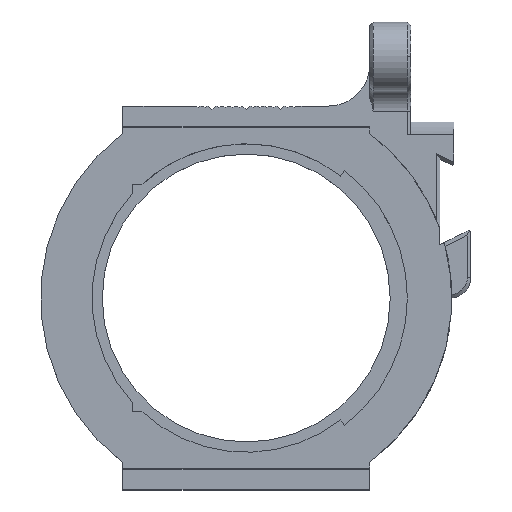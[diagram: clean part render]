
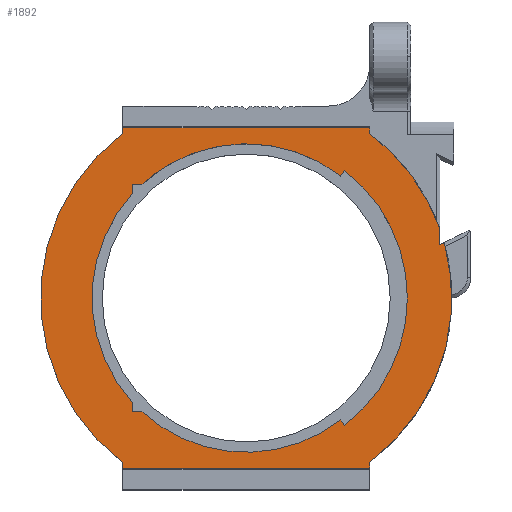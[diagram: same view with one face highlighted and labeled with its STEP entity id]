
A CAD part, top view. The second image highlights one B-rep face of the part: STEP entity #1892.
In plain terms, the highlighted planar face has unit normal (0, 0, 1).
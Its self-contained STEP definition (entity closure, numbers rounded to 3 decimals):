
#1629=CARTESIAN_POINT('',(113.767,-167.796,19.95));
#1630=VERTEX_POINT('',#1629);
#1646=CARTESIAN_POINT('',(84.796,-166.585,19.95));
#1647=VERTEX_POINT('',#1646);
#1654=CARTESIAN_POINT('',(100.,-149.999,19.95));
#1655=DIRECTION('',(-0.,0.,1.));
#1656=DIRECTION('',(1.,0.,0.));
#1657=AXIS2_PLACEMENT_3D('',#1654,#1655,#1656);
#1658=CIRCLE('',#1657,22.5);
#1659=EDGE_CURVE('',#1647,#1630,#1658,.T.);
#1664=CARTESIAN_POINT('',(71.999,-122.998,19.95));
#1665=DIRECTION('',(-0.,0.,1.));
#1666=DIRECTION('',(1.,0.,0.));
#1667=AXIS2_PLACEMENT_3D('',#1664,#1665,#1666);
#1668=PLANE('',#1667);
#1669=CARTESIAN_POINT('',(128.249,-139.902,19.95));
#1670=VERTEX_POINT('',#1669);
#1671=CARTESIAN_POINT('',(117.999,-125.998,19.95));
#1672=VERTEX_POINT('',#1671);
#1673=CARTESIAN_POINT('',(99.999,-149.998,19.95));
#1674=DIRECTION('',(-0.,0.,1.));
#1675=DIRECTION('',(1.,0.,0.));
#1676=AXIS2_PLACEMENT_3D('',#1673,#1674,#1675);
#1677=CIRCLE('',#1676,30.);
#1678=EDGE_CURVE('',#1670,#1672,#1677,.T.);
#1679=ORIENTED_EDGE('',*,*,#1678,.T.);
#1680=CARTESIAN_POINT('',(117.999,-125.178,19.95));
#1681=VERTEX_POINT('',#1680);
#1682=CARTESIAN_POINT('',(117.999,-125.998,19.95));
#1683=DIRECTION('',(-0.,1.,-0.));
#1684=VECTOR('',#1683,0.82);
#1685=LINE('',#1682,#1684);
#1686=EDGE_CURVE('',#1672,#1681,#1685,.T.);
#1687=ORIENTED_EDGE('',*,*,#1686,.T.);
#1688=CARTESIAN_POINT('',(81.999,-125.178,19.95));
#1689=VERTEX_POINT('',#1688);
#1690=CARTESIAN_POINT('',(117.999,-125.178,19.95));
#1691=DIRECTION('',(-1.,0.,-0.));
#1692=VECTOR('',#1691,36.);
#1693=LINE('',#1690,#1692);
#1694=EDGE_CURVE('',#1681,#1689,#1693,.T.);
#1695=ORIENTED_EDGE('',*,*,#1694,.T.);
#1696=CARTESIAN_POINT('',(81.999,-125.998,19.95));
#1697=VERTEX_POINT('',#1696);
#1698=CARTESIAN_POINT('',(81.999,-125.178,19.95));
#1699=DIRECTION('',(-0.,-1.,-0.));
#1700=VECTOR('',#1699,0.82);
#1701=LINE('',#1698,#1700);
#1702=EDGE_CURVE('',#1689,#1697,#1701,.T.);
#1703=ORIENTED_EDGE('',*,*,#1702,.T.);
#1704=CARTESIAN_POINT('',(81.999,-173.998,19.95));
#1705=VERTEX_POINT('',#1704);
#1706=CARTESIAN_POINT('',(99.999,-149.998,19.95));
#1707=DIRECTION('',(-0.,0.,1.));
#1708=DIRECTION('',(1.,0.,0.));
#1709=AXIS2_PLACEMENT_3D('',#1706,#1707,#1708);
#1710=CIRCLE('',#1709,30.);
#1711=EDGE_CURVE('',#1697,#1705,#1710,.T.);
#1712=ORIENTED_EDGE('',*,*,#1711,.T.);
#1713=CARTESIAN_POINT('',(81.999,-174.819,19.95));
#1714=VERTEX_POINT('',#1713);
#1715=CARTESIAN_POINT('',(81.999,-173.998,19.95));
#1716=DIRECTION('',(-0.,-1.,-0.));
#1717=VECTOR('',#1716,0.82);
#1718=LINE('',#1715,#1717);
#1719=EDGE_CURVE('',#1705,#1714,#1718,.T.);
#1720=ORIENTED_EDGE('',*,*,#1719,.T.);
#1721=CARTESIAN_POINT('',(117.999,-174.819,19.95));
#1722=VERTEX_POINT('',#1721);
#1723=CARTESIAN_POINT('',(81.999,-174.819,19.95));
#1724=DIRECTION('',(1.,0.,0.));
#1725=VECTOR('',#1724,36.);
#1726=LINE('',#1723,#1725);
#1727=EDGE_CURVE('',#1714,#1722,#1726,.T.);
#1728=ORIENTED_EDGE('',*,*,#1727,.T.);
#1729=CARTESIAN_POINT('',(117.999,-173.998,19.95));
#1730=VERTEX_POINT('',#1729);
#1731=CARTESIAN_POINT('',(117.999,-174.819,19.95));
#1732=DIRECTION('',(-0.,1.,-0.));
#1733=VECTOR('',#1732,0.82);
#1734=LINE('',#1731,#1733);
#1735=EDGE_CURVE('',#1722,#1730,#1734,.T.);
#1736=ORIENTED_EDGE('',*,*,#1735,.T.);
#1737=CARTESIAN_POINT('',(128.893,-141.927,19.95));
#1738=VERTEX_POINT('',#1737);
#1739=CARTESIAN_POINT('',(99.999,-149.998,19.95));
#1740=DIRECTION('',(-0.,0.,1.));
#1741=DIRECTION('',(1.,0.,0.));
#1742=AXIS2_PLACEMENT_3D('',#1739,#1740,#1741);
#1743=CIRCLE('',#1742,30.);
#1744=EDGE_CURVE('',#1730,#1738,#1743,.T.);
#1745=ORIENTED_EDGE('',*,*,#1744,.T.);
#1746=CARTESIAN_POINT('',(128.249,-142.249,19.95));
#1747=VERTEX_POINT('',#1746);
#1748=CARTESIAN_POINT('',(128.249,-142.249,19.95));
#1749=DIRECTION('',(0.894,0.447,0.));
#1750=VECTOR('',#1749,0.72);
#1751=LINE('',#1748,#1750);
#1752=EDGE_CURVE('',#1747,#1738,#1751,.T.);
#1753=ORIENTED_EDGE('',*,*,#1752,.F.);
#1754=CARTESIAN_POINT('',(128.249,-142.249,19.95));
#1755=DIRECTION('',(0.,1.,0.));
#1756=VECTOR('',#1755,2.347);
#1757=LINE('',#1754,#1756);
#1758=EDGE_CURVE('',#1747,#1670,#1757,.T.);
#1759=ORIENTED_EDGE('',*,*,#1758,.T.);
#1760=EDGE_LOOP('',(#1679,#1687,#1695,#1703,#1712,#1720,#1728,#1736,#1745,#1753,#1759));
#1761=FACE_BOUND('',#1760,.T.);
#1762=CARTESIAN_POINT('',(123.5,-150.,19.95));
#1763=VERTEX_POINT('',#1762);
#1764=CARTESIAN_POINT('',(114.379,-131.413,19.95));
#1765=VERTEX_POINT('',#1764);
#1766=CARTESIAN_POINT('',(100.,-150.,19.95));
#1767=DIRECTION('',(-0.,0.,1.));
#1768=DIRECTION('',(1.,0.,0.));
#1769=AXIS2_PLACEMENT_3D('',#1766,#1767,#1768);
#1770=CIRCLE('',#1769,23.5);
#1771=EDGE_CURVE('',#1763,#1765,#1770,.T.);
#1772=ORIENTED_EDGE('',*,*,#1771,.F.);
#1773=CARTESIAN_POINT('',(114.379,-168.587,19.95));
#1774=VERTEX_POINT('',#1773);
#1775=CARTESIAN_POINT('',(100.,-150.,19.95));
#1776=DIRECTION('',(-0.,0.,1.));
#1777=DIRECTION('',(1.,0.,0.));
#1778=AXIS2_PLACEMENT_3D('',#1775,#1776,#1777);
#1779=CIRCLE('',#1778,23.5);
#1780=EDGE_CURVE('',#1774,#1763,#1779,.T.);
#1781=ORIENTED_EDGE('',*,*,#1780,.F.);
#1782=CARTESIAN_POINT('',(114.379,-168.587,19.95));
#1783=DIRECTION('',(-0.612,0.791,-0.));
#1784=VECTOR('',#1783,1.);
#1785=LINE('',#1782,#1784);
#1786=EDGE_CURVE('',#1774,#1630,#1785,.T.);
#1787=ORIENTED_EDGE('',*,*,#1786,.T.);
#1788=ORIENTED_EDGE('',*,*,#1659,.F.);
#1789=CARTESIAN_POINT('',(83.414,-166.585,19.95));
#1790=VERTEX_POINT('',#1789);
#1791=CARTESIAN_POINT('',(83.414,-166.585,19.95));
#1792=DIRECTION('',(1.,-0.,0.));
#1793=VECTOR('',#1792,1.382);
#1794=LINE('',#1791,#1793);
#1795=EDGE_CURVE('',#1790,#1647,#1794,.T.);
#1796=ORIENTED_EDGE('',*,*,#1795,.F.);
#1797=CARTESIAN_POINT('',(83.414,-165.203,19.95));
#1798=VERTEX_POINT('',#1797);
#1799=CARTESIAN_POINT('',(83.414,-166.585,19.95));
#1800=DIRECTION('',(0.,1.,0.));
#1801=VECTOR('',#1800,1.382);
#1802=LINE('',#1799,#1801);
#1803=EDGE_CURVE('',#1790,#1798,#1802,.T.);
#1804=ORIENTED_EDGE('',*,*,#1803,.T.);
#1805=CARTESIAN_POINT('',(83.414,-134.795,19.95));
#1806=VERTEX_POINT('',#1805);
#1807=CARTESIAN_POINT('',(100.,-149.999,19.95));
#1808=DIRECTION('',(-0.,0.,1.));
#1809=DIRECTION('',(1.,0.,0.));
#1810=AXIS2_PLACEMENT_3D('',#1807,#1808,#1809);
#1811=CIRCLE('',#1810,22.5);
#1812=EDGE_CURVE('',#1806,#1798,#1811,.T.);
#1813=ORIENTED_EDGE('',*,*,#1812,.F.);
#1814=CARTESIAN_POINT('',(83.414,-133.413,19.95));
#1815=VERTEX_POINT('',#1814);
#1816=CARTESIAN_POINT('',(83.414,-133.413,19.95));
#1817=DIRECTION('',(-0.,-1.,-0.));
#1818=VECTOR('',#1817,1.382);
#1819=LINE('',#1816,#1818);
#1820=EDGE_CURVE('',#1815,#1806,#1819,.T.);
#1821=ORIENTED_EDGE('',*,*,#1820,.F.);
#1822=CARTESIAN_POINT('',(84.796,-133.413,19.95));
#1823=VERTEX_POINT('',#1822);
#1824=CARTESIAN_POINT('',(83.414,-133.413,19.95));
#1825=DIRECTION('',(1.,-0.,0.));
#1826=VECTOR('',#1825,1.382);
#1827=LINE('',#1824,#1826);
#1828=EDGE_CURVE('',#1815,#1823,#1827,.T.);
#1829=ORIENTED_EDGE('',*,*,#1828,.T.);
#1830=CARTESIAN_POINT('',(113.768,-132.203,19.95));
#1831=VERTEX_POINT('',#1830);
#1832=CARTESIAN_POINT('',(113.767,-132.203,19.95));
#1833=CARTESIAN_POINT('',(113.248,-131.801,19.95));
#1834=CARTESIAN_POINT('',(112.711,-131.422,19.95));
#1835=CARTESIAN_POINT('',(112.159,-131.068,19.95));
#1836=CARTESIAN_POINT('',(111.607,-130.713,19.95));
#1837=CARTESIAN_POINT('',(111.039,-130.382,19.95));
#1838=CARTESIAN_POINT('',(110.458,-130.077,19.95));
#1839=CARTESIAN_POINT('',(109.877,-129.772,19.95));
#1840=CARTESIAN_POINT('',(109.282,-129.492,19.95));
#1841=CARTESIAN_POINT('',(108.676,-129.239,19.95));
#1842=CARTESIAN_POINT('',(108.071,-128.986,19.95));
#1843=CARTESIAN_POINT('',(107.454,-128.76,19.95));
#1844=CARTESIAN_POINT('',(106.828,-128.56,19.95));
#1845=CARTESIAN_POINT('',(106.203,-128.361,19.95));
#1846=CARTESIAN_POINT('',(105.569,-128.189,19.95));
#1847=CARTESIAN_POINT('',(104.928,-128.046,19.95));
#1848=CARTESIAN_POINT('',(104.288,-127.902,19.95));
#1849=CARTESIAN_POINT('',(103.641,-127.786,19.95));
#1850=CARTESIAN_POINT('',(102.99,-127.699,19.95));
#1851=CARTESIAN_POINT('',(102.34,-127.611,19.95));
#1852=CARTESIAN_POINT('',(101.685,-127.553,19.95));
#1853=CARTESIAN_POINT('',(101.029,-127.523,19.95));
#1854=CARTESIAN_POINT('',(100.374,-127.493,19.95));
#1855=CARTESIAN_POINT('',(99.717,-127.491,19.95));
#1856=CARTESIAN_POINT('',(99.061,-127.519,19.95));
#1857=CARTESIAN_POINT('',(98.405,-127.546,19.95));
#1858=CARTESIAN_POINT('',(97.75,-127.602,19.95));
#1859=CARTESIAN_POINT('',(97.099,-127.687,19.95));
#1860=CARTESIAN_POINT('',(96.448,-127.772,19.95));
#1861=CARTESIAN_POINT('',(95.801,-127.885,19.95));
#1862=CARTESIAN_POINT('',(95.16,-128.026,19.95));
#1863=CARTESIAN_POINT('',(94.519,-128.167,19.95));
#1864=CARTESIAN_POINT('',(93.884,-128.336,19.95));
#1865=CARTESIAN_POINT('',(93.258,-128.533,19.95));
#1866=CARTESIAN_POINT('',(92.631,-128.73,19.95));
#1867=CARTESIAN_POINT('',(92.014,-128.954,19.95));
#1868=CARTESIAN_POINT('',(91.407,-129.205,19.95));
#1869=CARTESIAN_POINT('',(90.8,-129.455,19.95));
#1870=CARTESIAN_POINT('',(90.205,-129.733,19.95));
#1871=CARTESIAN_POINT('',(89.622,-130.035,19.95));
#1872=CARTESIAN_POINT('',(89.04,-130.338,19.95));
#1873=CARTESIAN_POINT('',(88.471,-130.666,19.95));
#1874=CARTESIAN_POINT('',(87.917,-131.019,19.95));
#1875=CARTESIAN_POINT('',(87.363,-131.371,19.95));
#1876=CARTESIAN_POINT('',(86.825,-131.748,19.95));
#1877=CARTESIAN_POINT('',(86.304,-132.148,19.95));
#1878=CARTESIAN_POINT('',(85.783,-132.547,19.95));
#1879=CARTESIAN_POINT('',(85.28,-132.97,19.95));
#1880=CARTESIAN_POINT('',(84.796,-133.413,19.95));
#1881=B_SPLINE_CURVE_WITH_KNOTS('',3,(#1832,#1833,#1834,#1835,#1836,#1837,#1838,#1839,#1840,#1841,#1842,#1843,#1844,#1845,#1846,#1847,#1848,#1849,#1850,#1851,#1852,#1853,#1854,#1855,#1856,#1857,
#1858,#1859,#1860,#1861,#1862,#1863,#1864,#1865,#1866,#1867,#1868,#1869,#1870,#1871,#1872,#1873,#1874,#1875,#1876,#1877,#1878,#1879,#1880),.UNSPECIFIED.,.F.,.F.,(4,3,3,3,3,3,3,3,3,3,3,3,3,3,3,3,4),(0.697,0.716,0.735,0.754,0.773,0.792,0.811,0.83,0.849,0.868,0.886,0.905,0.924,0.943,0.962,0.981,1.),.UNSPECIFIED.);
#1882=EDGE_CURVE('',#1831,#1823,#1881,.T.);
#1883=ORIENTED_EDGE('',*,*,#1882,.F.);
#1884=CARTESIAN_POINT('',(114.379,-131.413,19.95));
#1885=DIRECTION('',(-0.612,-0.791,-0.));
#1886=VECTOR('',#1885,0.999);
#1887=LINE('',#1884,#1886);
#1888=EDGE_CURVE('',#1765,#1831,#1887,.T.);
#1889=ORIENTED_EDGE('',*,*,#1888,.F.);
#1890=EDGE_LOOP('',(#1772,#1781,#1787,#1788,#1796,#1804,#1813,#1821,#1829,#1883,#1889));
#1891=FACE_BOUND('',#1890,.T.);
#1892=ADVANCED_FACE('',(#1761,#1891),#1668,.T.);
